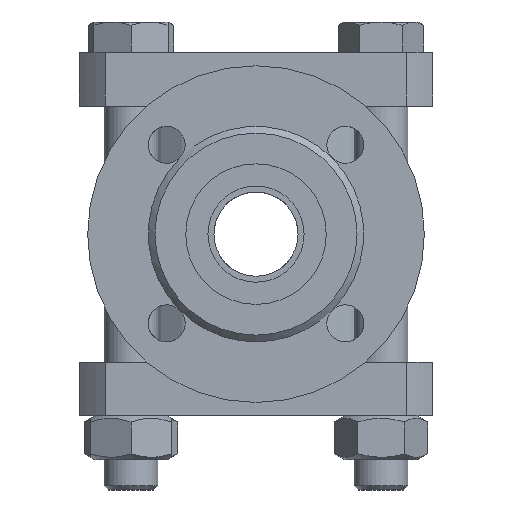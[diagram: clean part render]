
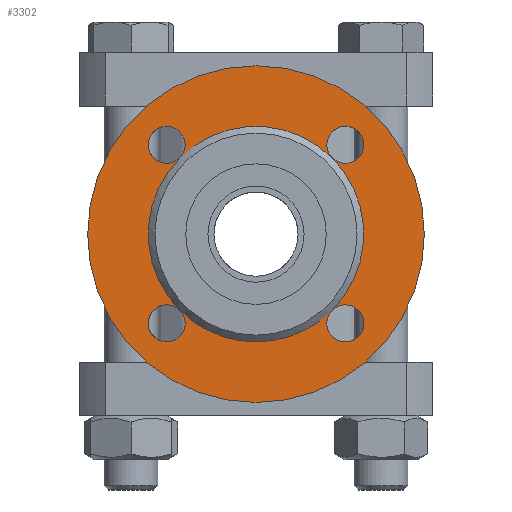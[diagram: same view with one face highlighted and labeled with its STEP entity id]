
A CAD part, front view. The second image highlights one B-rep face of the part: STEP entity #3302.
In plain terms, the highlighted face is planar.
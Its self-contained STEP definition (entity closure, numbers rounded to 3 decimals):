
#3145=CARTESIAN_POINT('',(12.,-22.627,22.627));
#3146=VERTEX_POINT('',#3145);
#3147=CARTESIAN_POINT('',(12.,-26.517,26.517));
#3148=DIRECTION('',(-1.0,0.0,0.0));
#3149=DIRECTION('',(0.0,-1.0,0.0));
#3150=AXIS2_PLACEMENT_3D('',#3147,#3148,#3149);
#3151=CIRCLE('',#3150,5.5);
#3152=EDGE_CURVE('',#3146,#3146,#3151,.T.);
#3173=CARTESIAN_POINT('',(12.,22.627,22.627));
#3174=VERTEX_POINT('',#3173);
#3175=CARTESIAN_POINT('',(12.,26.517,26.517));
#3176=DIRECTION('',(-1.0,0.0,0.0));
#3177=DIRECTION('',(0.0,-1.0,0.0));
#3178=AXIS2_PLACEMENT_3D('',#3175,#3176,#3177);
#3179=CIRCLE('',#3178,5.5);
#3180=EDGE_CURVE('',#3174,#3174,#3179,.T.);
#3201=CARTESIAN_POINT('',(12.,-22.627,-22.627));
#3202=VERTEX_POINT('',#3201);
#3203=CARTESIAN_POINT('',(12.,-26.517,-26.517));
#3204=DIRECTION('',(-1.0,0.0,0.0));
#3205=DIRECTION('',(0.0,-1.0,0.0));
#3206=AXIS2_PLACEMENT_3D('',#3203,#3204,#3205);
#3207=CIRCLE('',#3206,5.5);
#3208=EDGE_CURVE('',#3202,#3202,#3207,.T.);
#3229=CARTESIAN_POINT('',(12.,22.627,-22.627));
#3230=VERTEX_POINT('',#3229);
#3231=CARTESIAN_POINT('',(12.,26.517,-26.517));
#3232=DIRECTION('',(-1.0,0.0,0.0));
#3233=DIRECTION('',(0.0,-1.0,0.0));
#3234=AXIS2_PLACEMENT_3D('',#3231,#3232,#3233);
#3235=CIRCLE('',#3234,5.5);
#3236=EDGE_CURVE('',#3230,#3230,#3235,.T.);
#3252=CARTESIAN_POINT('',(12.,0.,-47.337));
#3253=DIRECTION('',(-1.0,0.0,0.0));
#3254=DIRECTION('',(0.0,0.0,-1.0));
#3255=AXIS2_PLACEMENT_3D('',#3252,#3253,#3254);
#3256=PLANE('',#3255);
#3257=CARTESIAN_POINT('',(12.,-50.,0.));
#3258=VERTEX_POINT('',#3257);
#3259=CARTESIAN_POINT('',(12.,0.,0.));
#3260=DIRECTION('',(-1.0,0.0,0.0));
#3261=DIRECTION('',(0.0,1.0,0.0));
#3262=AXIS2_PLACEMENT_3D('',#3259,#3260,#3261);
#3263=CIRCLE('',#3262,50.0);
#3264=EDGE_CURVE('',#3258,#3258,#3263,.T.);
#3265=ORIENTED_EDGE('',*,*,#3264,.F.);
#3266=EDGE_LOOP('',(#3265));
#3267=FACE_OUTER_BOUND('',#3266,.T.);
#3268=CARTESIAN_POINT('',(12.,0.,0.));
#3269=DIRECTION('',(1.0,0.0,0.0));
#3270=DIRECTION('',(0.0,0.0,-1.0));
#3271=AXIS2_PLACEMENT_3D('',#3268,#3269,#3270);
#3272=CIRCLE('',#3271,32.);
#3273=EDGE_CURVE('',#3202,#3230,#3272,.T.);
#3274=ORIENTED_EDGE('',*,*,#3273,.F.);
#3275=ORIENTED_EDGE('',*,*,#3208,.T.);
#3276=CARTESIAN_POINT('',(12.,0.,0.));
#3277=DIRECTION('',(1.0,0.0,0.0));
#3278=DIRECTION('',(0.0,0.0,-1.0));
#3279=AXIS2_PLACEMENT_3D('',#3276,#3277,#3278);
#3280=CIRCLE('',#3279,32.);
#3281=EDGE_CURVE('',#3146,#3202,#3280,.T.);
#3282=ORIENTED_EDGE('',*,*,#3281,.F.);
#3283=ORIENTED_EDGE('',*,*,#3152,.T.);
#3284=CARTESIAN_POINT('',(12.,0.,0.));
#3285=DIRECTION('',(1.0,0.0,0.0));
#3286=DIRECTION('',(0.0,0.0,-1.0));
#3287=AXIS2_PLACEMENT_3D('',#3284,#3285,#3286);
#3288=CIRCLE('',#3287,32.);
#3289=EDGE_CURVE('',#3174,#3146,#3288,.T.);
#3290=ORIENTED_EDGE('',*,*,#3289,.F.);
#3291=ORIENTED_EDGE('',*,*,#3180,.T.);
#3292=CARTESIAN_POINT('',(12.,0.,0.));
#3293=DIRECTION('',(1.0,0.0,0.0));
#3294=DIRECTION('',(0.0,0.0,-1.0));
#3295=AXIS2_PLACEMENT_3D('',#3292,#3293,#3294);
#3296=CIRCLE('',#3295,32.);
#3297=EDGE_CURVE('',#3230,#3174,#3296,.T.);
#3298=ORIENTED_EDGE('',*,*,#3297,.F.);
#3299=ORIENTED_EDGE('',*,*,#3236,.T.);
#3300=EDGE_LOOP('',(#3274,#3275,#3282,#3283,#3290,#3291,#3298,#3299));
#3301=FACE_BOUND('',#3300,.T.);
#3302=ADVANCED_FACE('',(#3267,#3301),#3256,.F.);
